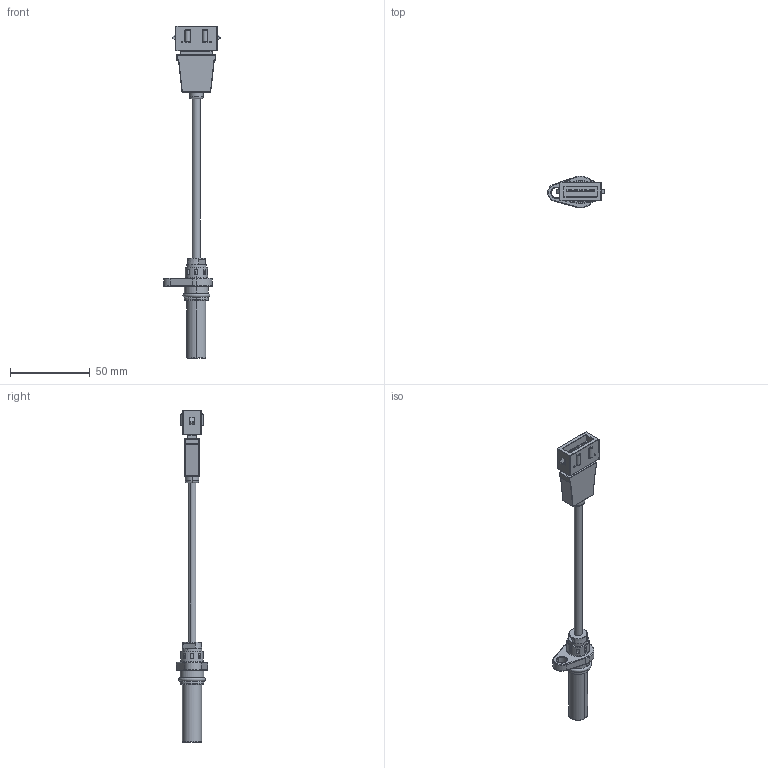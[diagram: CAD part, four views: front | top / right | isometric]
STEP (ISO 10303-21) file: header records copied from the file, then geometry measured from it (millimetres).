
FILE_DESCRIPTION(/* description */ (''),/* implementation_level */ '2;1');
FILE_NAME(/* name */ 'HC1545 AMP-3D 11.15_stp.stp',/* time_stamp */ '2023-11-15T16:07:25+08:00',/* author */ (''),/* organization */ (''),/* preprocessor_version */ 'ST-DEVELOPER v16.7',/* originating_system */ 'SIEMENS PLM Software NX 12.0',/* authorisation */ '');
FILE_SCHEMA (('AP203_CONFIGURATION_CONTROLLED_3D_DESIGN_OF_MECHANICAL_PARTS_AND_ASSEMBLIES_MIM_LF { 1 0 10303 403 2 1 2}'));
Length unit declared in the file: millimetre
Products named in the file (1): Admi07C06EF75na1
Bounding box: 35.49 x 20 x 208.1 mm (x, y, z)
Volume: 19754.4 mm3; surface area: 9965.2 mm2
Topology: 2 solids, 2 shells, 469 faces, 1087 edges, 623 vertices
Faces by surface type: cylinder 168, plane 112, torus 103, bspline 42, sphere 40, cone 4
Entity records: 15545 total; most frequent: CARTESIAN_POINT 5252, DIRECTION 2185, ORIENTED_EDGE 2110, EDGE_CURVE 1055, AXIS2_PLACEMENT_3D 899, VERTEX_POINT 620, EDGE_LOOP 500, CIRCLE 471
